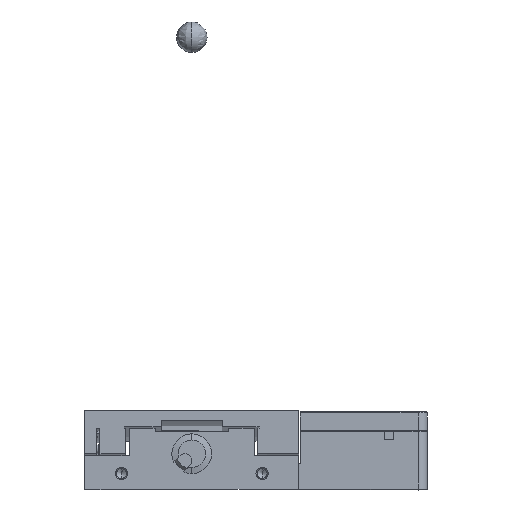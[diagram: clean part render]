
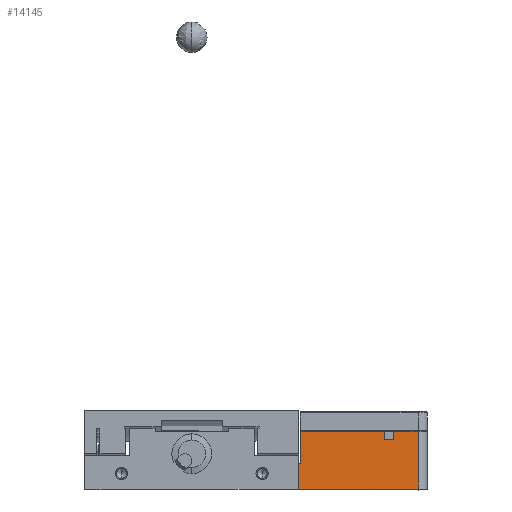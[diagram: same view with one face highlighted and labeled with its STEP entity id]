
A CAD part, left-side view. The second image highlights one B-rep face of the part: STEP entity #14145.
In plain terms, the highlighted planar face has unit normal (-1, 0, 0).
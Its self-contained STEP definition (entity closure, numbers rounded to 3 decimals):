
#2059 = VECTOR ( 'NONE', #77262, 1000. ) ;
#3307 = CARTESIAN_POINT ( 'NONE',  ( -35., -74.78, 0.3 ) ) ;
#5528 = VECTOR ( 'NONE', #55635, 1000. ) ;
#6235 = VECTOR ( 'NONE', #30269, 1000. ) ;
#6585 = DIRECTION ( 'NONE',  ( -1., 0., 0. ) ) ;
#8933 = VECTOR ( 'NONE', #71799, 1000. ) ;
#11304 = LINE ( 'NONE', #20243, #26660 ) ;
#13364 = CARTESIAN_POINT ( 'NONE',  ( -35., -63., 16.5 ) ) ;
#14145 = ADVANCED_FACE ( 'NONE', ( #24139 ), #45498, .T. ) ;
#14268 = EDGE_CURVE ( 'NONE', #62546, #61473, #74129, .T. ) ;
#14630 = EDGE_CURVE ( 'NONE', #48962, #46996, #47413, .T. ) ;
#16255 = EDGE_CURVE ( 'NONE', #64454, #68674, #46500, .T. ) ;
#18808 = CARTESIAN_POINT ( 'NONE',  ( -35., -34.73, 19.2 ) ) ;
#18962 = LINE ( 'NONE', #20539, #34331 ) ;
#19321 = CARTESIAN_POINT ( 'NONE',  ( -35., -66., 16.5 ) ) ;
#20243 = CARTESIAN_POINT ( 'NONE',  ( -35., -74., 9.75 ) ) ;
#20286 = CARTESIAN_POINT ( 'NONE',  ( -35., -35., 0.3 ) ) ;
#20539 = CARTESIAN_POINT ( 'NONE',  ( -35., -35., 4.25 ) ) ;
#20848 = VERTEX_POINT ( 'NONE', #34761 ) ;
#21206 = EDGE_CURVE ( 'NONE', #71954, #62546, #63156, .T. ) ;
#22635 = ORIENTED_EDGE ( 'NONE', *, *, #14630, .F. ) ;
#23788 = EDGE_CURVE ( 'NONE', #46996, #64454, #11304, .T. ) ;
#24062 = VECTOR ( 'NONE', #80301, 1000. ) ;
#24139 = FACE_OUTER_BOUND ( 'NONE', #46279, .T. ) ;
#24211 = CARTESIAN_POINT ( 'NONE',  ( -35., -66., 19.2 ) ) ;
#24246 = ORIENTED_EDGE ( 'NONE', *, *, #23788, .F. ) ;
#25775 = EDGE_CURVE ( 'NONE', #61473, #48796, #29726, .T. ) ;
#26660 = VECTOR ( 'NONE', #26795, 1000. ) ;
#26698 = DIRECTION ( 'NONE',  ( 0., 0., 1. ) ) ;
#26795 = DIRECTION ( 'NONE',  ( 0., 0., -1. ) ) ;
#28394 = CARTESIAN_POINT ( 'NONE',  ( -35., -35.5, 8.5 ) ) ;
#28592 = ORIENTED_EDGE ( 'NONE', *, *, #80101, .F. ) ;
#29726 = LINE ( 'NONE', #79442, #60398 ) ;
#30039 = VECTOR ( 'NONE', #57670, 1000. ) ;
#30269 = DIRECTION ( 'NONE',  ( 0., -1., 0. ) ) ;
#30822 = CARTESIAN_POINT ( 'NONE',  ( -35., -35.5, 19.2 ) ) ;
#31349 = ORIENTED_EDGE ( 'NONE', *, *, #58963, .F. ) ;
#31576 = CARTESIAN_POINT ( 'NONE',  ( -35., -54.5, 8.5 ) ) ;
#31910 = VECTOR ( 'NONE', #26698, 1000. ) ;
#34331 = VECTOR ( 'NONE', #72813, 1000. ) ;
#34626 = CARTESIAN_POINT ( 'NONE',  ( -35., -54.5, 19.2 ) ) ;
#34761 = CARTESIAN_POINT ( 'NONE',  ( -35., -35., 8.5 ) ) ;
#36899 = LINE ( 'NONE', #31576, #2059 ) ;
#38893 = ORIENTED_EDGE ( 'NONE', *, *, #16255, .F. ) ;
#43102 = LINE ( 'NONE', #69335, #6235 ) ;
#45498 = PLANE ( 'NONE',  #80874 ) ;
#45776 = CARTESIAN_POINT ( 'NONE',  ( -35., -34.22, 19.578 ) ) ;
#46026 = CARTESIAN_POINT ( 'NONE',  ( -35., -63., 19.2 ) ) ;
#46279 = EDGE_LOOP ( 'NONE', ( #78424, #58263, #67087, #54706, #38893, #24246, #22635, #28592, #31349, #74078 ) ) ;
#46500 = LINE ( 'NONE', #3307, #5528 ) ;
#46996 = VERTEX_POINT ( 'NONE', #67482 ) ;
#47337 = CARTESIAN_POINT ( 'NONE',  ( -35., -74., 0.3 ) ) ;
#47413 = LINE ( 'NONE', #18808, #30039 ) ;
#47841 = VERTEX_POINT ( 'NONE', #19321 ) ;
#48796 = VERTEX_POINT ( 'NONE', #13364 ) ;
#48962 = VERTEX_POINT ( 'NONE', #24211 ) ;
#52329 = DIRECTION ( 'NONE',  ( 0., 0., -1. ) ) ;
#53211 = EDGE_CURVE ( 'NONE', #20848, #68674, #18962, .T. ) ;
#54706 = ORIENTED_EDGE ( 'NONE', *, *, #53211, .T. ) ;
#55635 = DIRECTION ( 'NONE',  ( 0., 1., 0. ) ) ;
#57670 = DIRECTION ( 'NONE',  ( 0., -1., 0. ) ) ;
#58263 = ORIENTED_EDGE ( 'NONE', *, *, #21206, .F. ) ;
#58963 = EDGE_CURVE ( 'NONE', #48796, #47841, #43102, .T. ) ;
#60398 = VECTOR ( 'NONE', #73119, 1000. ) ;
#61473 = VERTEX_POINT ( 'NONE', #46026 ) ;
#62546 = VERTEX_POINT ( 'NONE', #30822 ) ;
#63156 = LINE ( 'NONE', #65247, #8933 ) ;
#64454 = VERTEX_POINT ( 'NONE', #47337 ) ;
#65247 = CARTESIAN_POINT ( 'NONE',  ( -35., -35.5, 9.75 ) ) ;
#65563 = EDGE_CURVE ( 'NONE', #20848, #71954, #36899, .T. ) ;
#66645 = LINE ( 'NONE', #72415, #31910 ) ;
#67087 = ORIENTED_EDGE ( 'NONE', *, *, #65563, .F. ) ;
#67482 = CARTESIAN_POINT ( 'NONE',  ( -35., -74., 19.2 ) ) ;
#68674 = VERTEX_POINT ( 'NONE', #20286 ) ;
#69335 = CARTESIAN_POINT ( 'NONE',  ( -35., -54.5, 16.5 ) ) ;
#71799 = DIRECTION ( 'NONE',  ( 0., 0., 1. ) ) ;
#71954 = VERTEX_POINT ( 'NONE', #28394 ) ;
#72415 = CARTESIAN_POINT ( 'NONE',  ( -35., -66., 9.75 ) ) ;
#72813 = DIRECTION ( 'NONE',  ( 0., 0., -1. ) ) ;
#73119 = DIRECTION ( 'NONE',  ( 0., 0., -1. ) ) ;
#74078 = ORIENTED_EDGE ( 'NONE', *, *, #25775, .F. ) ;
#74129 = LINE ( 'NONE', #34626, #24062 ) ;
#77262 = DIRECTION ( 'NONE',  ( 0., -1., 0. ) ) ;
#78424 = ORIENTED_EDGE ( 'NONE', *, *, #14268, .F. ) ;
#79442 = CARTESIAN_POINT ( 'NONE',  ( -35., -63., 9.75 ) ) ;
#80101 = EDGE_CURVE ( 'NONE', #47841, #48962, #66645, .T. ) ;
#80301 = DIRECTION ( 'NONE',  ( 0., -1., 0. ) ) ;
#80874 = AXIS2_PLACEMENT_3D ( 'NONE', #45776, #6585, #52329 ) ;
